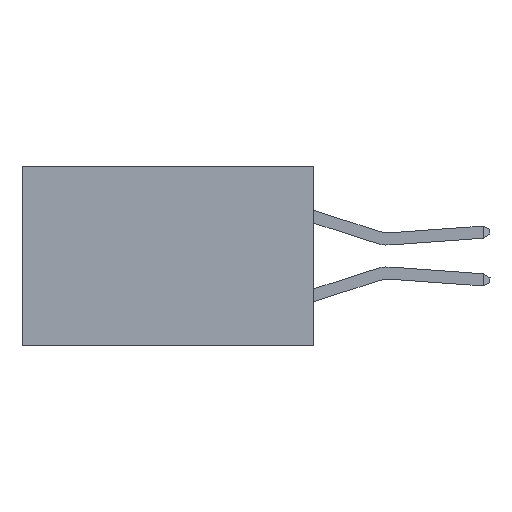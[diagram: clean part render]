
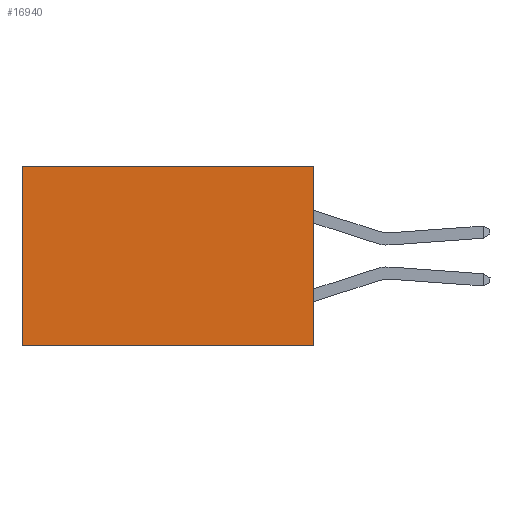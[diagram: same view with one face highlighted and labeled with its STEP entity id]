
A CAD part, left-side view. The second image highlights one B-rep face of the part: STEP entity #16940.
In plain terms, the highlighted planar face has unit normal (-1, 0, 0).
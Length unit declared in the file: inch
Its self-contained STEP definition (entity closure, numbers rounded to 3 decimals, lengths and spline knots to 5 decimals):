
#1856 = VERTEX_POINT ( 'NONE', #14332 ) ;
#1895 = ORIENTED_EDGE ( 'NONE', *, *, #13320, .T. ) ;
#1957 = CARTESIAN_POINT ( 'NONE',  ( 0.2875, 0., 0. ) ) ;
#2240 = CARTESIAN_POINT ( 'NONE',  ( 0.2875, 0., -0.37 ) ) ;
#2411 = EDGE_CURVE ( 'NONE', #13683, #1856, #16147, .T. ) ;
#2686 = PLANE ( 'NONE',  #19205 ) ;
#2871 = EDGE_LOOP ( 'NONE', ( #5400, #6919, #2900, #1895 ) ) ;
#2900 = ORIENTED_EDGE ( 'NONE', *, *, #13298, .F. ) ;
#4234 = DIRECTION ( 'NONE',  ( 1., 0., 0. ) ) ;
#4631 = DIRECTION ( 'NONE',  ( 0., 0., -1. ) ) ;
#5069 = DIRECTION ( 'NONE',  ( 0., 1., 0. ) ) ;
#5400 = ORIENTED_EDGE ( 'NONE', *, *, #6114, .T. ) ;
#5656 = FACE_OUTER_BOUND ( 'NONE', #2871, .T. ) ;
#6114 = EDGE_CURVE ( 'NONE', #11341, #1856, #17907, .T. ) ;
#6232 = CARTESIAN_POINT ( 'NONE',  ( 0.2875, 0., 0. ) ) ;
#6919 = ORIENTED_EDGE ( 'NONE', *, *, #2411, .F. ) ;
#7084 = VECTOR ( 'NONE', #18331, 39.37008 ) ;
#7262 = CARTESIAN_POINT ( 'NONE',  ( 0.2875, 0., 0. ) ) ;
#8007 = VECTOR ( 'NONE', #4631, 39.37008 ) ;
#8939 = DIRECTION ( 'NONE',  ( 0., 0., -1. ) ) ;
#9205 = CARTESIAN_POINT ( 'NONE',  ( 0.2875, 0., 0. ) ) ;
#9404 = VECTOR ( 'NONE', #8939, 39.37008 ) ;
#11341 = VERTEX_POINT ( 'NONE', #13836 ) ;
#12081 = LINE ( 'NONE', #9205, #8007 ) ;
#13056 = VECTOR ( 'NONE', #5069, 39.37008 ) ;
#13298 = EDGE_CURVE ( 'NONE', #19270, #13683, #12081, .T. ) ;
#13320 = EDGE_CURVE ( 'NONE', #19270, #11341, #16571, .T. ) ;
#13683 = VERTEX_POINT ( 'NONE', #13786 ) ;
#13786 = CARTESIAN_POINT ( 'NONE',  ( 0.2875, 0., -0.37 ) ) ;
#13836 = CARTESIAN_POINT ( 'NONE',  ( 0.2875, 0.6, 0. ) ) ;
#14332 = CARTESIAN_POINT ( 'NONE',  ( 0.2875, 0.6, -0.37 ) ) ;
#14959 = DIRECTION ( 'NONE',  ( 0., 0., -1. ) ) ;
#15088 = CARTESIAN_POINT ( 'NONE',  ( 0.2875, 0.6, 0. ) ) ;
#16147 = LINE ( 'NONE', #2240, #7084 ) ;
#16571 = LINE ( 'NONE', #1957, #13056 ) ;
#16940 = ADVANCED_FACE ( 'NONE', ( #5656 ), #2686, .F. ) ;
#17907 = LINE ( 'NONE', #15088, #9404 ) ;
#18331 = DIRECTION ( 'NONE',  ( 0., 1., 0. ) ) ;
#19205 = AXIS2_PLACEMENT_3D ( 'NONE', #7262, #4234, #14959 ) ;
#19270 = VERTEX_POINT ( 'NONE', #6232 ) ;
